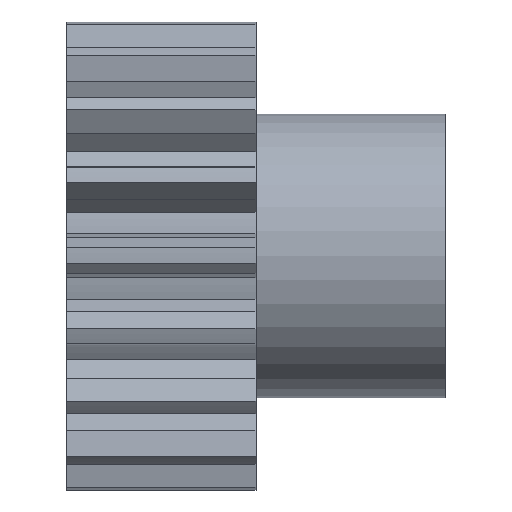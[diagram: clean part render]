
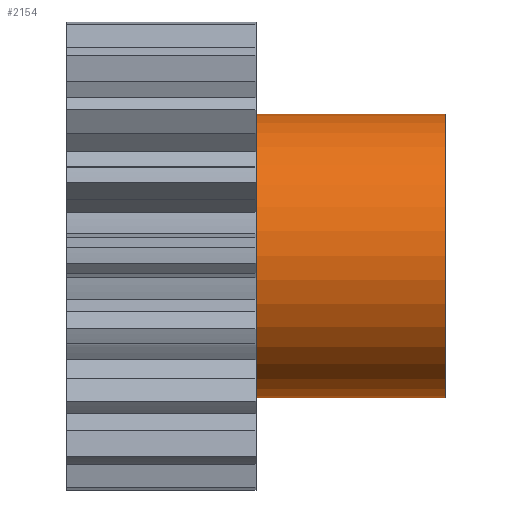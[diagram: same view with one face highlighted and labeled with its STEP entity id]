
A CAD part, top view. The second image highlights one B-rep face of the part: STEP entity #2154.
In plain terms, the highlighted cylindrical face has radius 3 mm (diameter 6 mm), a full revolution.
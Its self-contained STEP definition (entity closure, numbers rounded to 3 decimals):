
#93=FACE_OUTER_BOUND('',#206,.T.);
#206=EDGE_LOOP('',(#1456,#1457,#1458,#1459));
#322=LINE('',#3115,#576);
#576=VECTOR('',#2482,3.);
#830=CIRCLE('',#2288,3.);
#831=CIRCLE('',#2289,3.);
#906=VERTEX_POINT('',#3112);
#907=VERTEX_POINT('',#3114);
#1126=EDGE_CURVE('',#906,#906,#830,.T.);
#1127=EDGE_CURVE('',#906,#907,#322,.T.);
#1128=EDGE_CURVE('',#907,#907,#831,.T.);
#1456=ORIENTED_EDGE('',*,*,#1126,.T.);
#1457=ORIENTED_EDGE('',*,*,#1127,.T.);
#1458=ORIENTED_EDGE('',*,*,#1128,.F.);
#1459=ORIENTED_EDGE('',*,*,#1127,.F.);
#2116=CYLINDRICAL_SURFACE('',#2287,3.);
#2154=ADVANCED_FACE('',(#93),#2116,.T.);
#2287=AXIS2_PLACEMENT_3D('',#3111,#2478,#2479);
#2288=AXIS2_PLACEMENT_3D('',#3113,#2480,#2481);
#2289=AXIS2_PLACEMENT_3D('',#3116,#2483,#2484);
#2478=DIRECTION('center_axis',(1.,0.,0.));
#2479=DIRECTION('ref_axis',(0.,1.,0.));
#2480=DIRECTION('center_axis',(-1.,0.,0.));
#2481=DIRECTION('ref_axis',(0.,1.,0.));
#2482=DIRECTION('',(-1.,0.,0.));
#2483=DIRECTION('center_axis',(-1.,0.,0.));
#2484=DIRECTION('ref_axis',(0.,1.,0.));
#3111=CARTESIAN_POINT('Origin',(4.,0.,0.));
#3112=CARTESIAN_POINT('',(6.,-3.,0.));
#3113=CARTESIAN_POINT('Origin',(6.,0.,0.));
#3114=CARTESIAN_POINT('',(2.,-3.,0.));
#3115=CARTESIAN_POINT('',(4.,-3.,0.));
#3116=CARTESIAN_POINT('Origin',(2.,0.,0.));
